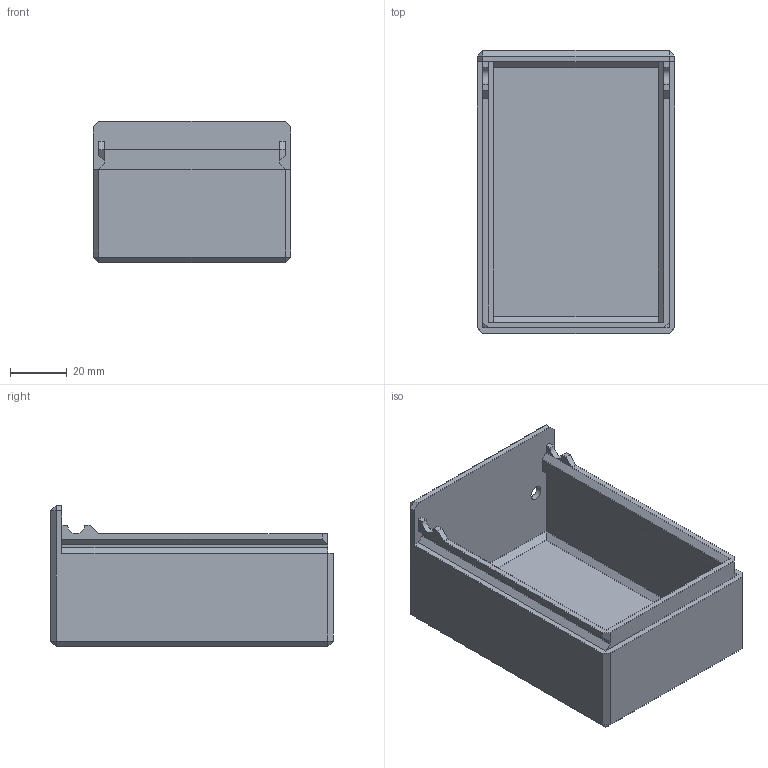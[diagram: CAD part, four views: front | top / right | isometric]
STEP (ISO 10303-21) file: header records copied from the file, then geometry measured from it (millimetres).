
FILE_DESCRIPTION(('STEP AP242'), '1');
FILE_NAME('ItemScrewsBoxV3', '', ('UNSPECIFIED'), ('UNSPECIFIED'), 'C3D Converter', 'C3D Toolkit', '');
FILE_SCHEMA(('AP242_MANAGED_MODEL_BASED_3D_ENGINEERING_MIM_LF { 1 0 10303 442 1 1 4 }'));
Length unit declared in the file: millimetre
Bounding box: 70 x 100 x 50 mm (x, y, z)
Volume: 69561.6 mm3; surface area: 40098 mm2
Topology: 1 solids, 1 shells, 74 faces, 185 edges, 114 vertices
Faces by surface type: plane 70, cylinder 4
Full cylindrical faces by diameter (mm): 5 x2
Entity records: 2168 total; most frequent: CARTESIAN_POINT 372, ORIENTED_EDGE 366, DIRECTION 343, EDGE_CURVE 183, LINE 173, VECTOR 173, VERTEX_POINT 114, AXIS2_PLACEMENT_3D 85
